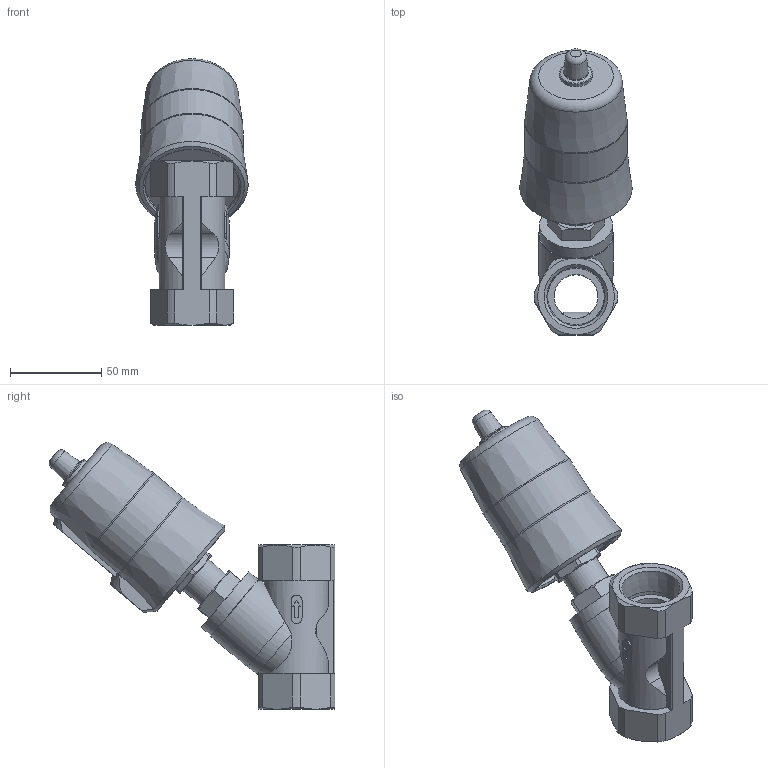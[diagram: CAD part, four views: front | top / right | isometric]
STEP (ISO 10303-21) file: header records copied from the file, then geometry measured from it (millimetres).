
FILE_DESCRIPTION(/* description */ ('STEP AP214'),/* implementation_level */ '2;1');
FILE_NAME(/* name */ '1002552_VZXF-L-M22C-M-B-N1-240-M1-V4V4T-80-22',/* time_stamp */ '2024-09-18T13:21:47+02:00',/* author */ ('License CC BY-ND 4.0'),/* organization */ ('CADENAS'),/* preprocessor_version */ 'ST-DEVELOPER v19.3',/* originating_system */ 'PARTsolutions',/* authorisation */ ' ');
FILE_SCHEMA (('AUTOMOTIVE_DESIGN {1 0 10303 214 3 1 1}'));
Length unit declared in the file: millimetre
Products named in the file (2): 1002552 VZXF-L-M22C-M-B-N1-240-M1-V4V4T-80-22; 1001805 VZXF-L-M22C-M-B-N1-240-V4V4T-50-22---(V)
Assembly tree (1 placements, depth 2):
  1002552 VZXF-L-M22C-M-B-N1-240-M1-V4V4T-80-22
    1001805 VZXF-L-M22C-M-B-N1-240-V4V4T-50-22---(V)
Bounding box: 61.58 x 156.52 x 145.99 mm (x, y, z)
Volume: 315434.7 mm3; surface area: 48495.5 mm2
Topology: 1 solids, 1 shells, 168 faces, 435 edges, 278 vertices
Faces by surface type: plane 77, cylinder 46, cone 39, torus 6
Full cylindrical faces by diameter (mm): 8.566 x1, 18.2 x1, 22 x1, 24 x1, 31.037 x2, 40 x1, 41 x1, 51.7 x1
Entity records: 5202 total; most frequent: CARTESIAN_POINT 1240, ORIENTED_EDGE 808, DIRECTION 796, EDGE_CURVE 404, AXIS2_PLACEMENT_3D 316, VERTEX_POINT 271, EDGE_LOOP 207, FACE_BOUND 207
